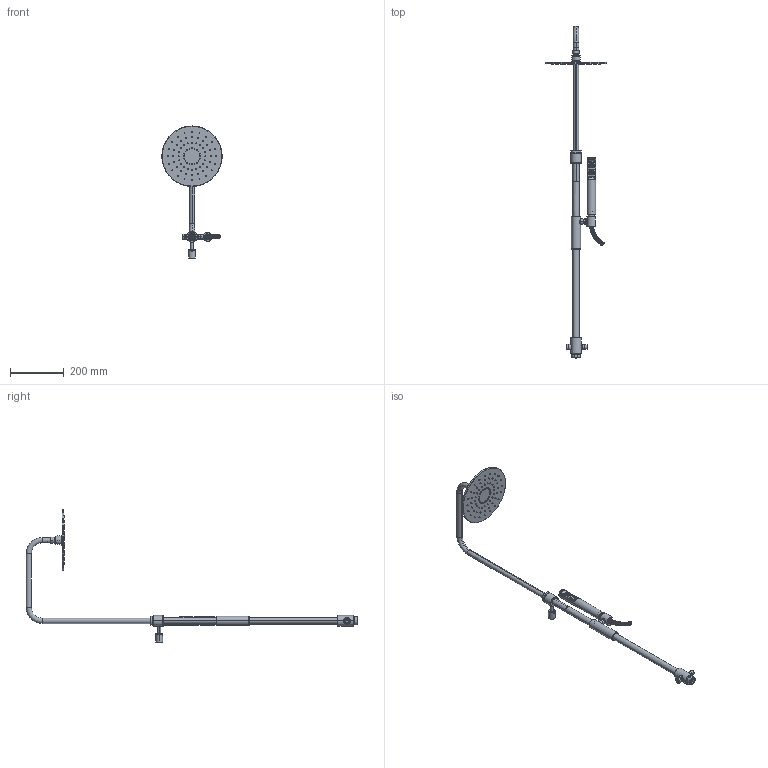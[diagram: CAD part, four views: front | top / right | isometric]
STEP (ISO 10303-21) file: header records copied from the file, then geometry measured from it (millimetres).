
FILE_DESCRIPTION((''),'2;1');
FILE_NAME('ZCOL611CR','2021-05-04T17:20:17',('ut3'),('PAFFONI SpA'),'CREO PARAMETRIC BY PTC INC, 2020044','CREO PARAMETRIC BY PTC INC, 2020044','');
FILE_SCHEMA(('CONFIG_CONTROL_DESIGN','SHAPE_APPEARANCE_LAYERS_GROUPS'));
Products named in the file (1): ZCOL611CR
Bounding box: 225 x 1235 x 491.3 mm (x, y, z)
Volume: 681657.6 mm3; surface area: 446320 mm2
Topology: 11 solids, 11 shells, 1408 faces, 3253 edges, 2080 vertices
Faces by surface type: cylinder 510, plane 484, cone 274, torus 72, bspline 58, sphere 10
Entity records: 100483 total; most frequent: CARTESIAN_POINT 57900, DIRECTION 6996, ORIENTED_EDGE 6486, EDGE_CURVE 3243, AXIS2_PLACEMENT_3D 2881, VERTEX_POINT 2080, EDGE_LOOP 1767, CIRCLE 1531
